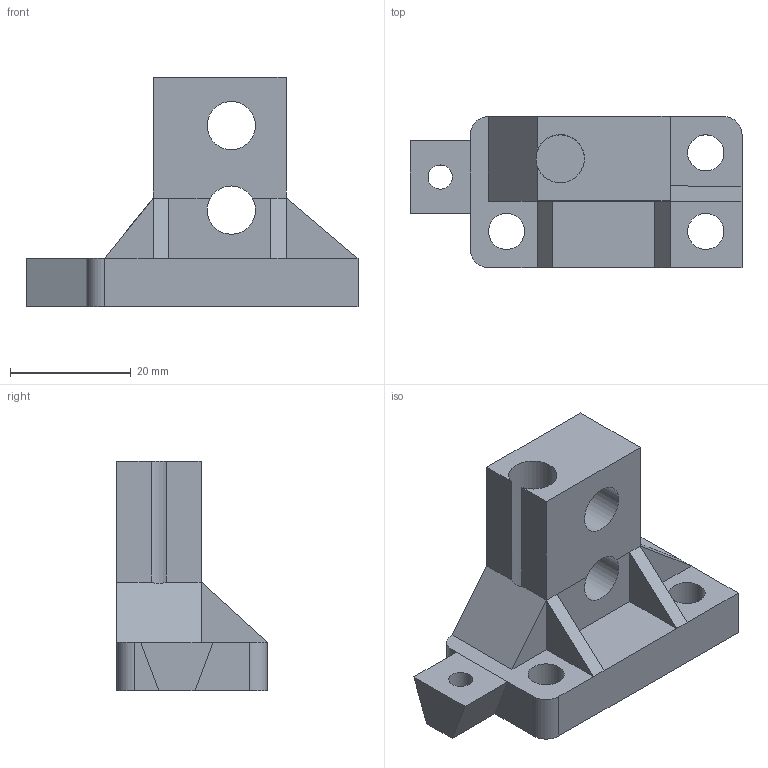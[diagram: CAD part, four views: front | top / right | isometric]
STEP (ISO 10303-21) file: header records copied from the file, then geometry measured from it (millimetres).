
FILE_DESCRIPTION(('FreeCAD Model'),'2;1');
FILE_NAME( 'ZbaseR.step', '2015-03-17T16:11:12',('FreeCAD'),('FreeCAD'), 'Open CASCADE STEP processor 6.5','FreeCAD','Unknown');
FILE_SCHEMA(('AUTOMOTIVE_DESIGN_CC2 { 1 2 10303 214 -1 1 5 4 }'));
Length unit declared in the file: millimetre
Products named in the file (1): Nerve005
Bounding box: 55 x 25 x 38 mm (x, y, z)
Volume: 15964.2 mm3; surface area: 7777.7 mm2
Topology: 1 solids, 1 shells, 47 faces, 121 edges, 74 vertices
Faces by surface type: plane 37, cylinder 10
Full cylindrical faces by diameter (mm): 4 x1, 6 x3, 8 x3
Entity records: 3050 total; most frequent: CARTESIAN_POINT 545, DIRECTION 477, LINE 296, VECTOR 296, ORIENTED_EDGE 242, PCURVE 242, DEFINITIONAL_REPRESENTATION 242, EDGE_CURVE 121
